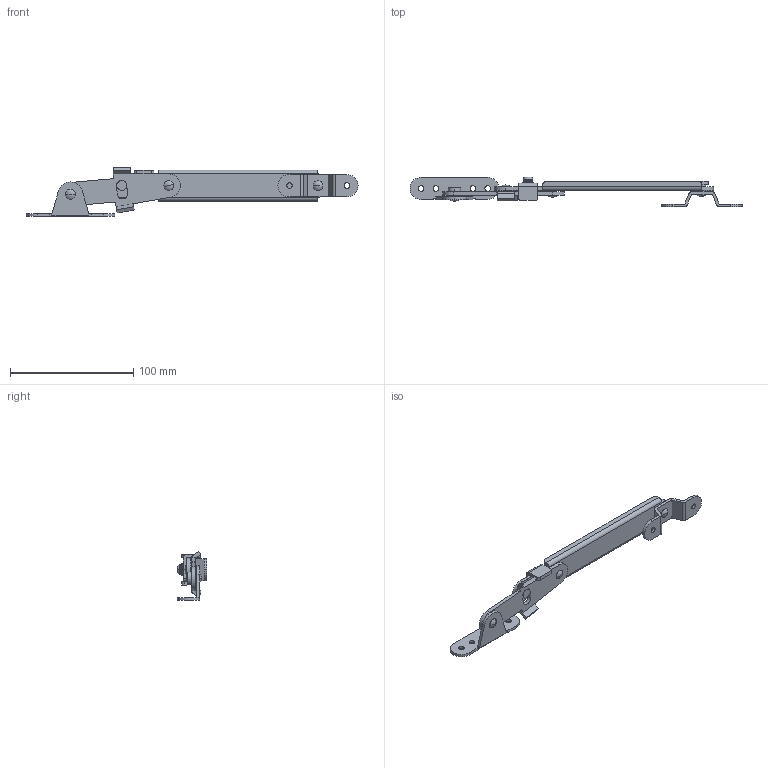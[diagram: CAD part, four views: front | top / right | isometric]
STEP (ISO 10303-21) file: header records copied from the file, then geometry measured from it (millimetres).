
FILE_DESCRIPTION (( 'STEP AP203' ), '1' );
FILE_NAME ('B-430-3.STEP', '2017-06-06T06:06:58', ( '' ), ( '' ), 'SwSTEP 2.0', 'SolidWorks 2014', '' );
FILE_SCHEMA (( 'CONFIG_CONTROL_DESIGN' ));
Length unit declared in the file: millimetre
Products named in the file (12): B-430-3庢晅儀乕僗B_; B-430-3僗僩僢僷乕僺儞_; B-430-3庢晅儀乕僗A_; B-430-3アームA_; B-430-3軸A_; B-430-3ストッパー_; B-430-3軸B_; B-430-3軸A2; B-430-3樹脂ワッシャー_; B-430-3; B-430-3取付けネジ_; B-430-3アームB_
Assembly tree (12 placements, depth 2):
  B-430-3
    B-430-3庢晅儀乕僗B_
    B-430-3軸A_
    B-430-3樹脂ワッシャー_  x2
    B-430-3庢晅儀乕僗A_
    B-430-3軸B_
    B-430-3アームB_
    B-430-3アームA_
    B-430-3軸A2
    B-430-3僗僩僢僷乕僺儞_
    B-430-3ストッパー_
    B-430-3取付けネジ_
Bounding box: 269.2 x 24.2 x 39.57 mm (x, y, z)
Volume: 30891.2 mm3; surface area: 26825.7 mm2
Topology: 12 solids, 12 shells, 232 faces, 555 edges, 362 vertices
Faces by surface type: cylinder 106, plane 102, cone 14, sphere 8, torus 2
Entity records: 8081 total; most frequent: DIRECTION 1253, CARTESIAN_POINT 1230, ORIENTED_EDGE 1086, EDGE_CURVE 543, AXIS2_PLACEMENT_3D 489, VERTEX_POINT 354, VECTOR 275, LINE 275
